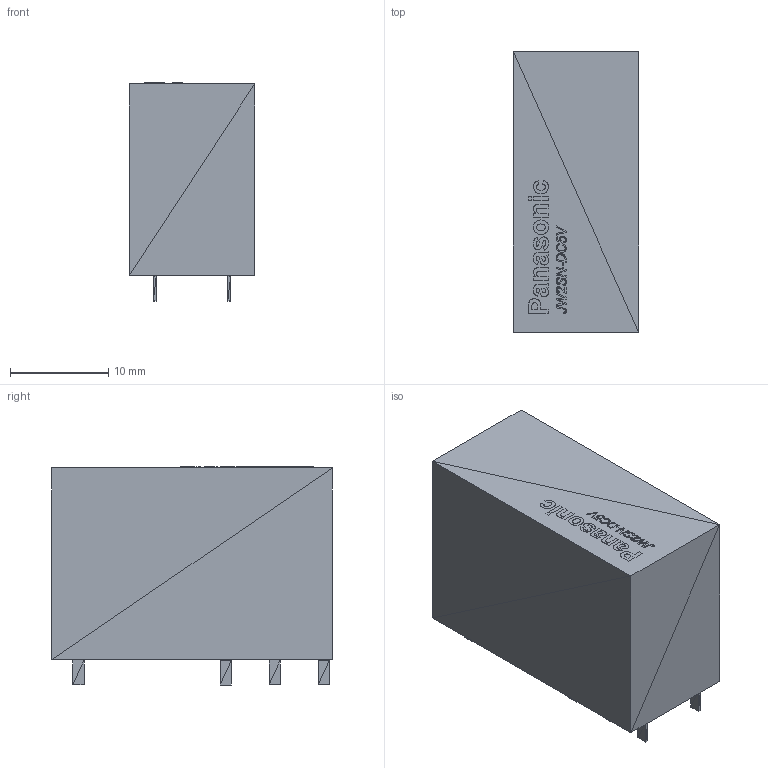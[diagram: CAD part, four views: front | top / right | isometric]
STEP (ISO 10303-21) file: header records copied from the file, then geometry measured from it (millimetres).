
FILE_DESCRIPTION(/* description */ (''),/* implementation_level */ '2;1');
FILE_NAME(/* name */ 'PANASO~1',/* time_stamp */ '2018-02-22T14:08:36+03:00',/* author */ (''),/* organization */ (''),/* preprocessor_version */ 'ST-DEVELOPER v15',/* originating_system */ '',/* authorisation */ '');
FILE_SCHEMA (('AUTOMOTIVE_DESIGN'));
Length unit declared in the file: millimetre
Products named in the file (1): Document
Bounding box: 12.8 x 28.65 x 22.24 mm (x, y, z)
Surface area: 2434.2 mm2 (no closed solid volume)
Topology: 0 solids, 128 shells, 128 faces, 453 edges, 453 vertices
Faces by surface type: plane 128
Entity records: 6153 total; most frequent: CARTESIAN_POINT 2132, ORIENTED_EDGE 453, EDGE_CURVE 453, B_SPLINE_CURVE_WITH_KNOTS 453, VERTEX_POINT 453, EDGE_LOOP 133, DIRECTION 132, AXIS2_PLACEMENT_3D 130
